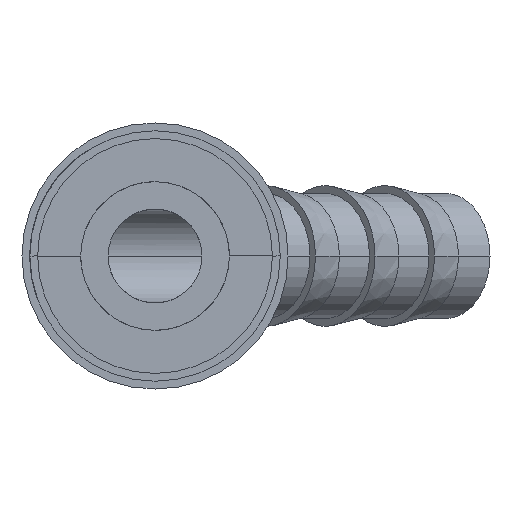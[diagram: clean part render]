
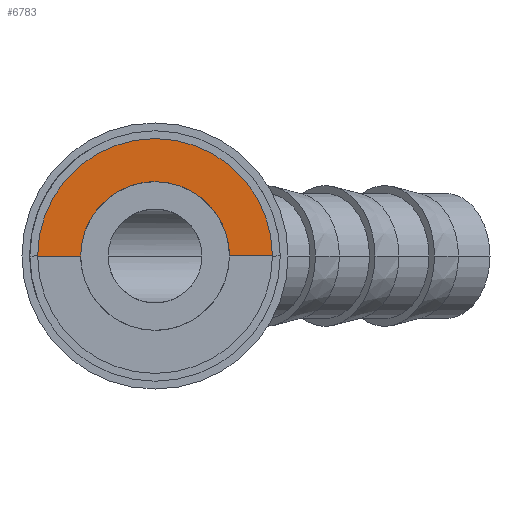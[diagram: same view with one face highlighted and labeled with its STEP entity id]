
A CAD part, left-side view. The second image highlights one B-rep face of the part: STEP entity #6783.
In plain terms, the highlighted conical face has half-angle 89.98 degrees and reference radius 15 mm.
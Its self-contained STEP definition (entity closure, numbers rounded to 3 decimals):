
#225 = DIRECTION ( 'NONE',  ( 0.001, -1., 0. ) ) ;
#444 = CARTESIAN_POINT ( 'NONE',  ( 0.01, -15., 0. ) ) ;
#483 = B_SPLINE_CURVE_WITH_KNOTS ( 'NONE', 3,
 ( #5133, #5770, #1928, #7730, #8368, #1310, #3872, #4501, #6452, #7095 ),
 .UNSPECIFIED., .F., .F.,
 ( 4, 2, 2, 2, 4 ),
 ( 0.25, 0.312, 0.375, 0.437, 0.5 ),
 .UNSPECIFIED. ) ;
#621 = CIRCLE ( 'NONE', #7908, 15. ) ;
#968 = CARTESIAN_POINT ( 'NONE',  ( 0.001, 7.597, 5.838 ) ) ;
#1008 = CARTESIAN_POINT ( 'NONE',  ( 0., 15., 0. ) ) ;
#1310 = CARTESIAN_POINT ( 'NONE',  ( 0.006, -7.597, 5.838 ) ) ;
#1418 = LINE ( 'NONE', #6001, #3954 ) ;
#1458 = EDGE_CURVE ( 'NONE', #6767, #1589, #1418, .T. ) ;
#1524 = EDGE_LOOP ( 'NONE', ( #5571, #1661, #2599, #3617, #3144 ) ) ;
#1589 = VERTEX_POINT ( 'NONE', #444 ) ;
#1661 = ORIENTED_EDGE ( 'NONE', *, *, #3769, .T. ) ;
#1686 = CARTESIAN_POINT ( 'NONE',  ( 0.003, 1.244, 9.5 ) ) ;
#1881 = CARTESIAN_POINT ( 'NONE',  ( 0.005, 0., 0. ) ) ;
#1928 = CARTESIAN_POINT ( 'NONE',  ( 0.004, -2.486, 9.253 ) ) ;
#2095 = VECTOR ( 'NONE', #2432, 1000. ) ;
#2097 = CARTESIAN_POINT ( 'NONE',  ( 0., 15., 0. ) ) ;
#2117 = CARTESIAN_POINT ( 'NONE',  ( 0.005, 0., 0. ) ) ;
#2308 = CARTESIAN_POINT ( 'NONE',  ( 0.001, 5.838, 7.597 ) ) ;
#2432 = DIRECTION ( 'NONE',  ( 0., 1., 0. ) ) ;
#2599 = ORIENTED_EDGE ( 'NONE', *, *, #1458, .T. ) ;
#2771 = VERTEX_POINT ( 'NONE', #3035 ) ;
#3035 = CARTESIAN_POINT ( 'NONE',  ( 0., 9.5, 0. ) ) ;
#3039 = CONICAL_SURFACE ( 'NONE', #4112, 15., 1.57 ) ;
#3144 = ORIENTED_EDGE ( 'NONE', *, *, #7407, .F. ) ;
#3617 = ORIENTED_EDGE ( 'NONE', *, *, #5020, .T. ) ;
#3769 = EDGE_CURVE ( 'NONE', #4259, #6767, #483, .T. ) ;
#3841 = CARTESIAN_POINT ( 'NONE',  ( 0.003, 0., 9.5 ) ) ;
#3862 = DIRECTION ( 'NONE',  ( 0., -1., 0. ) ) ;
#3872 = CARTESIAN_POINT ( 'NONE',  ( 0.006, -8.301, 4.784 ) ) ;
#3954 = VECTOR ( 'NONE', #225, 1000. ) ;
#4112 = AXIS2_PLACEMENT_3D ( 'NONE', #2117, #5318, #7161 ) ;
#4160 = CARTESIAN_POINT ( 'NONE',  ( 0., 9.253, 2.487 ) ) ;
#4259 = VERTEX_POINT ( 'NONE', #3841 ) ;
#4501 = CARTESIAN_POINT ( 'NONE',  ( 0.006, -9.253, 2.487 ) ) ;
#4533 = DIRECTION ( 'NONE',  ( -1., 0., 0. ) ) ;
#4879 = CARTESIAN_POINT ( 'NONE',  ( 0.002, 4.784, 8.301 ) ) ;
#4943 = VERTEX_POINT ( 'NONE', #1008 ) ;
#5020 = EDGE_CURVE ( 'NONE', #1589, #4943, #621, .T. ) ;
#5133 = CARTESIAN_POINT ( 'NONE',  ( 0.003, 0., 9.5 ) ) ;
#5318 = DIRECTION ( 'NONE',  ( 1., 0., 0. ) ) ;
#5571 = ORIENTED_EDGE ( 'NONE', *, *, #8128, .T. ) ;
#5770 = CARTESIAN_POINT ( 'NONE',  ( 0.004, -1.243, 9.5 ) ) ;
#5937 = LINE ( 'NONE', #2097, #2095 ) ;
#6001 = CARTESIAN_POINT ( 'NONE',  ( 0.01, -15., 0. ) ) ;
#6283 = CARTESIAN_POINT ( 'NONE',  ( 0.003, 0., 9.5 ) ) ;
#6452 = CARTESIAN_POINT ( 'NONE',  ( 0.006, -9.5, 1.244 ) ) ;
#6750 = CARTESIAN_POINT ( 'NONE',  ( 0., 8.301, 4.784 ) ) ;
#6767 = VERTEX_POINT ( 'NONE', #8311 ) ;
#6783 = ADVANCED_FACE ( 'NONE', ( #7197 ), #3039, .T. ) ;
#6794 = CARTESIAN_POINT ( 'NONE',  ( 0., 9.5, 0. ) ) ;
#7033 = B_SPLINE_CURVE_WITH_KNOTS ( 'NONE', 3,
 ( #6794, #7389, #4160, #6750, #968, #2308, #4879, #7480, #1686, #6283 ),
 .UNSPECIFIED., .F., .F.,
 ( 4, 2, 2, 2, 4 ),
 ( 0., 0.062, 0.125, 0.187, 0.25 ),
 .UNSPECIFIED. ) ;
#7095 = CARTESIAN_POINT ( 'NONE',  ( 0.006, -9.5, 0. ) ) ;
#7161 = DIRECTION ( 'NONE',  ( 0., 1., 0. ) ) ;
#7197 = FACE_OUTER_BOUND ( 'NONE', #1524, .T. ) ;
#7389 = CARTESIAN_POINT ( 'NONE',  ( 0., 9.5, 1.244 ) ) ;
#7407 = EDGE_CURVE ( 'NONE', #2771, #4943, #5937, .T. ) ;
#7480 = CARTESIAN_POINT ( 'NONE',  ( 0.002, 2.487, 9.253 ) ) ;
#7730 = CARTESIAN_POINT ( 'NONE',  ( 0.005, -4.784, 8.301 ) ) ;
#7908 = AXIS2_PLACEMENT_3D ( 'NONE', #1881, #4533, #3862 ) ;
#8128 = EDGE_CURVE ( 'NONE', #2771, #4259, #7033, .T. ) ;
#8311 = CARTESIAN_POINT ( 'NONE',  ( 0.006, -9.5, 0. ) ) ;
#8368 = CARTESIAN_POINT ( 'NONE',  ( 0.005, -5.838, 7.597 ) ) ;
